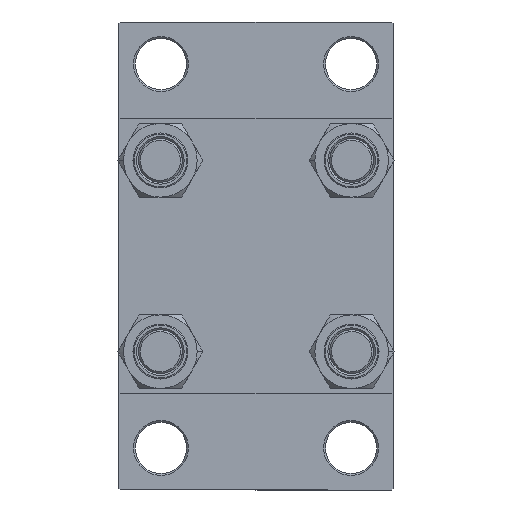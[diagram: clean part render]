
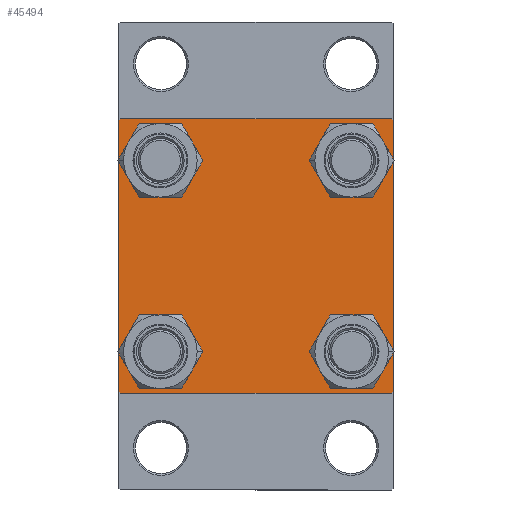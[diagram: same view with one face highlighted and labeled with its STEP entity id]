
A CAD part, left-side view. The second image highlights one B-rep face of the part: STEP entity #45494.
In plain terms, the highlighted planar face has unit normal (-1, 0, 0).
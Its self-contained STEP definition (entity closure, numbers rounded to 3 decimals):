
#532 = VERTEX_POINT ( 'NONE', #32636 ) ;
#1220 = DIRECTION ( 'NONE',  ( 1., 0., 0. ) ) ;
#1536 = VECTOR ( 'NONE', #46580, 1000. ) ;
#2009 = EDGE_CURVE ( 'NONE', #5901, #13975, #43131, .T. ) ;
#2402 = LINE ( 'NONE', #25785, #46732 ) ;
#3049 = EDGE_CURVE ( 'NONE', #13975, #5901, #20402, .T. ) ;
#3071 = DIRECTION ( 'NONE',  ( 0., -1., 0. ) ) ;
#3318 = LINE ( 'NONE', #34070, #28342 ) ;
#3547 = FACE_BOUND ( 'NONE', #26217, .T. ) ;
#3643 = CARTESIAN_POINT ( 'NONE',  ( 0., -26.15, 26.15 ) ) ;
#3907 = DIRECTION ( 'NONE',  ( 0., 0., 1. ) ) ;
#5216 = AXIS2_PLACEMENT_3D ( 'NONE', #29520, #40719, #40484 ) ;
#5235 = VERTEX_POINT ( 'NONE', #42974 ) ;
#5298 = LINE ( 'NONE', #16494, #36102 ) ;
#5901 = VERTEX_POINT ( 'NONE', #21209 ) ;
#6028 = VECTOR ( 'NONE', #14106, 1000. ) ;
#6224 = LINE ( 'NONE', #37241, #6028 ) ;
#6234 = CARTESIAN_POINT ( 'NONE',  ( 0., -26.15, 26.15 ) ) ;
#7355 = FACE_BOUND ( 'NONE', #33404, .T. ) ;
#7415 = CIRCLE ( 'NONE', #13907, 6.5 ) ;
#7966 = CARTESIAN_POINT ( 'NONE',  ( 0., 26.15, 26.15 ) ) ;
#8117 = VERTEX_POINT ( 'NONE', #24768 ) ;
#8901 = EDGE_CURVE ( 'NONE', #28075, #31504, #43387, .T. ) ;
#9066 = CARTESIAN_POINT ( 'NONE',  ( 0., -37.5, 37. ) ) ;
#9603 = ORIENTED_EDGE ( 'NONE', *, *, #2009, .T. ) ;
#10270 = ORIENTED_EDGE ( 'NONE', *, *, #28872, .T. ) ;
#10766 = DIRECTION ( 'NONE',  ( 0., -0.707, 0.707 ) ) ;
#10836 = VECTOR ( 'NONE', #19431, 1000. ) ;
#11305 = VERTEX_POINT ( 'NONE', #44949 ) ;
#11966 = EDGE_CURVE ( 'NONE', #13745, #25098, #18644, .T. ) ;
#12190 = EDGE_CURVE ( 'NONE', #29239, #532, #6224, .T. ) ;
#12196 = EDGE_CURVE ( 'NONE', #13247, #21371, #33599, .T. ) ;
#12258 = ORIENTED_EDGE ( 'NONE', *, *, #44979, .T. ) ;
#12528 = ORIENTED_EDGE ( 'NONE', *, *, #49454, .T. ) ;
#13247 = VERTEX_POINT ( 'NONE', #44321 ) ;
#13384 = CIRCLE ( 'NONE', #28792, 6.5 ) ;
#13745 = VERTEX_POINT ( 'NONE', #42957 ) ;
#13907 = AXIS2_PLACEMENT_3D ( 'NONE', #20776, #1220, #35785 ) ;
#13975 = VERTEX_POINT ( 'NONE', #45435 ) ;
#14106 = DIRECTION ( 'NONE',  ( 0., 0.707, 0.707 ) ) ;
#14318 = DIRECTION ( 'NONE',  ( 0., 0., 1. ) ) ;
#14728 = FACE_BOUND ( 'NONE', #28269, .T. ) ;
#15538 = CARTESIAN_POINT ( 'NONE',  ( 0., 26.15, -19.65 ) ) ;
#16005 = ORIENTED_EDGE ( 'NONE', *, *, #19312, .T. ) ;
#16364 = CARTESIAN_POINT ( 'NONE',  ( 0., 26.15, 32.65 ) ) ;
#16494 = CARTESIAN_POINT ( 'NONE',  ( 0., 37.25, 37.25 ) ) ;
#17175 = DIRECTION ( 'NONE',  ( 1., 0., 0. ) ) ;
#17418 = ORIENTED_EDGE ( 'NONE', *, *, #12190, .T. ) ;
#17775 = DIRECTION ( 'NONE',  ( 0., 0., 1. ) ) ;
#18229 = ORIENTED_EDGE ( 'NONE', *, *, #33259, .T. ) ;
#18627 = DIRECTION ( 'NONE',  ( 1., 0., 0. ) ) ;
#18644 = LINE ( 'NONE', #50168, #10836 ) ;
#19110 = CARTESIAN_POINT ( 'NONE',  ( 0., -37.5, 37.5 ) ) ;
#19225 = VECTOR ( 'NONE', #34344, 1000. ) ;
#19312 = EDGE_CURVE ( 'NONE', #49948, #13745, #34380, .T. ) ;
#19431 = DIRECTION ( 'NONE',  ( 0., -0.707, -0.707 ) ) ;
#19578 = DIRECTION ( 'NONE',  ( 0., 0., 1. ) ) ;
#20020 = CARTESIAN_POINT ( 'NONE',  ( 0., -26.15, -26.15 ) ) ;
#20042 = EDGE_CURVE ( 'NONE', #11305, #532, #31467, .T. ) ;
#20401 = EDGE_CURVE ( 'NONE', #25098, #8117, #3318, .T. ) ;
#20402 = CIRCLE ( 'NONE', #43926, 6.5 ) ;
#20776 = CARTESIAN_POINT ( 'NONE',  ( 0., 26.15, -26.15 ) ) ;
#21209 = CARTESIAN_POINT ( 'NONE',  ( 0., -26.15, 32.65 ) ) ;
#21212 = AXIS2_PLACEMENT_3D ( 'NONE', #6234, #45127, #29116 ) ;
#21371 = VERTEX_POINT ( 'NONE', #31034 ) ;
#23246 = CARTESIAN_POINT ( 'NONE',  ( 0., 26.15, -32.65 ) ) ;
#24396 = ORIENTED_EDGE ( 'NONE', *, *, #43406, .F. ) ;
#24768 = CARTESIAN_POINT ( 'NONE',  ( 0., -37., -37.5 ) ) ;
#25098 = VERTEX_POINT ( 'NONE', #30587 ) ;
#25601 = ORIENTED_EDGE ( 'NONE', *, *, #20042, .F. ) ;
#25659 = ORIENTED_EDGE ( 'NONE', *, *, #34184, .T. ) ;
#25785 = CARTESIAN_POINT ( 'NONE',  ( 0., -37.25, -37.25 ) ) ;
#26217 = EDGE_LOOP ( 'NONE', ( #28820, #12258 ) ) ;
#27100 = AXIS2_PLACEMENT_3D ( 'NONE', #37104, #33780, #17775 ) ;
#27259 = CARTESIAN_POINT ( 'NONE',  ( 0., 37.5, 37. ) ) ;
#27555 = VECTOR ( 'NONE', #43145, 1000. ) ;
#27898 = AXIS2_PLACEMENT_3D ( 'NONE', #34562, #38895, #19578 ) ;
#28075 = VERTEX_POINT ( 'NONE', #29626 ) ;
#28269 = EDGE_LOOP ( 'NONE', ( #18229, #45362 ) ) ;
#28342 = VECTOR ( 'NONE', #3071, 1000. ) ;
#28627 = EDGE_LOOP ( 'NONE', ( #25659, #10270 ) ) ;
#28792 = AXIS2_PLACEMENT_3D ( 'NONE', #20020, #39576, #35513 ) ;
#28820 = ORIENTED_EDGE ( 'NONE', *, *, #12196, .T. ) ;
#28872 = EDGE_CURVE ( 'NONE', #31441, #42959, #7415, .T. ) ;
#29106 = ORIENTED_EDGE ( 'NONE', *, *, #38885, .T. ) ;
#29116 = DIRECTION ( 'NONE',  ( 0., 0., 1. ) ) ;
#29239 = VERTEX_POINT ( 'NONE', #9066 ) ;
#29520 = CARTESIAN_POINT ( 'NONE',  ( 0., 26.15, -26.15 ) ) ;
#29626 = CARTESIAN_POINT ( 'NONE',  ( 0., 26.15, 19.65 ) ) ;
#30587 = CARTESIAN_POINT ( 'NONE',  ( 0., 37., -37.5 ) ) ;
#30837 = DIRECTION ( 'NONE',  ( 1., 0., 0. ) ) ;
#31034 = CARTESIAN_POINT ( 'NONE',  ( 0., -26.15, -32.65 ) ) ;
#31441 = VERTEX_POINT ( 'NONE', #23246 ) ;
#31467 = LINE ( 'NONE', #42902, #27555 ) ;
#31504 = VERTEX_POINT ( 'NONE', #16364 ) ;
#32636 = CARTESIAN_POINT ( 'NONE',  ( 0., -37., 37.5 ) ) ;
#32810 = AXIS2_PLACEMENT_3D ( 'NONE', #7966, #30837, #3907 ) ;
#33259 = EDGE_CURVE ( 'NONE', #31504, #28075, #47370, .T. ) ;
#33404 = EDGE_LOOP ( 'NONE', ( #9603, #42643 ) ) ;
#33599 = CIRCLE ( 'NONE', #44956, 6.5 ) ;
#33780 = DIRECTION ( 'NONE',  ( 1., 0., 0. ) ) ;
#34070 = CARTESIAN_POINT ( 'NONE',  ( 0., 37.5, -37.5 ) ) ;
#34184 = EDGE_CURVE ( 'NONE', #42959, #31441, #46608, .T. ) ;
#34344 = DIRECTION ( 'NONE',  ( 0., 0., -1. ) ) ;
#34380 = LINE ( 'NONE', #38975, #1536 ) ;
#34562 = CARTESIAN_POINT ( 'NONE',  ( 0., 0., 0. ) ) ;
#35126 = LINE ( 'NONE', #19110, #19225 ) ;
#35335 = FACE_BOUND ( 'NONE', #28627, .T. ) ;
#35513 = DIRECTION ( 'NONE',  ( 0., 0., 1. ) ) ;
#35785 = DIRECTION ( 'NONE',  ( 0., 0., 1. ) ) ;
#36102 = VECTOR ( 'NONE', #43928, 1000. ) ;
#36826 = ORIENTED_EDGE ( 'NONE', *, *, #20401, .T. ) ;
#37104 = CARTESIAN_POINT ( 'NONE',  ( 0., 26.15, 26.15 ) ) ;
#37241 = CARTESIAN_POINT ( 'NONE',  ( 0., -37.25, 37.25 ) ) ;
#38885 = EDGE_CURVE ( 'NONE', #11305, #49948, #5298, .T. ) ;
#38895 = DIRECTION ( 'NONE',  ( -1., 0., 0. ) ) ;
#38975 = CARTESIAN_POINT ( 'NONE',  ( 0., 37.5, 37.5 ) ) ;
#39576 = DIRECTION ( 'NONE',  ( 1., 0., 0. ) ) ;
#40484 = DIRECTION ( 'NONE',  ( 0., 0., 1. ) ) ;
#40719 = DIRECTION ( 'NONE',  ( 1., 0., 0. ) ) ;
#40791 = CARTESIAN_POINT ( 'NONE',  ( 0., -26.15, -26.15 ) ) ;
#42643 = ORIENTED_EDGE ( 'NONE', *, *, #3049, .T. ) ;
#42902 = CARTESIAN_POINT ( 'NONE',  ( 0., 37.5, 37.5 ) ) ;
#42957 = CARTESIAN_POINT ( 'NONE',  ( 0., 37.5, -37. ) ) ;
#42959 = VERTEX_POINT ( 'NONE', #15538 ) ;
#42974 = CARTESIAN_POINT ( 'NONE',  ( 0., -37.5, -37. ) ) ;
#43131 = CIRCLE ( 'NONE', #21212, 6.5 ) ;
#43145 = DIRECTION ( 'NONE',  ( 0., -1., 0. ) ) ;
#43387 = CIRCLE ( 'NONE', #32810, 6.5 ) ;
#43406 = EDGE_CURVE ( 'NONE', #29239, #5235, #35126, .T. ) ;
#43926 = AXIS2_PLACEMENT_3D ( 'NONE', #3643, #18627, #14318 ) ;
#43928 = DIRECTION ( 'NONE',  ( 0., 0.707, -0.707 ) ) ;
#44321 = CARTESIAN_POINT ( 'NONE',  ( 0., -26.15, -19.65 ) ) ;
#44949 = CARTESIAN_POINT ( 'NONE',  ( 0., 37., 37.5 ) ) ;
#44956 = AXIS2_PLACEMENT_3D ( 'NONE', #40791, #17175, #48909 ) ;
#44979 = EDGE_CURVE ( 'NONE', #21371, #13247, #13384, .T. ) ;
#45127 = DIRECTION ( 'NONE',  ( 1., 0., 0. ) ) ;
#45143 = EDGE_LOOP ( 'NONE', ( #16005, #49179, #36826, #12528, #24396, #17418, #25601, #29106 ) ) ;
#45362 = ORIENTED_EDGE ( 'NONE', *, *, #8901, .T. ) ;
#45435 = CARTESIAN_POINT ( 'NONE',  ( 0., -26.15, 19.65 ) ) ;
#45494 = ADVANCED_FACE ( 'NONE', ( #7355, #3547, #35335, #14728, #45729 ), #46236, .T. ) ;
#45729 = FACE_OUTER_BOUND ( 'NONE', #45143, .T. ) ;
#46236 = PLANE ( 'NONE',  #27898 ) ;
#46580 = DIRECTION ( 'NONE',  ( 0., 0., -1. ) ) ;
#46608 = CIRCLE ( 'NONE', #5216, 6.5 ) ;
#46732 = VECTOR ( 'NONE', #10766, 1000. ) ;
#47370 = CIRCLE ( 'NONE', #27100, 6.5 ) ;
#48909 = DIRECTION ( 'NONE',  ( 0., 0., 1. ) ) ;
#49179 = ORIENTED_EDGE ( 'NONE', *, *, #11966, .T. ) ;
#49454 = EDGE_CURVE ( 'NONE', #8117, #5235, #2402, .T. ) ;
#49948 = VERTEX_POINT ( 'NONE', #27259 ) ;
#50168 = CARTESIAN_POINT ( 'NONE',  ( 0., 37.25, -37.25 ) ) ;
